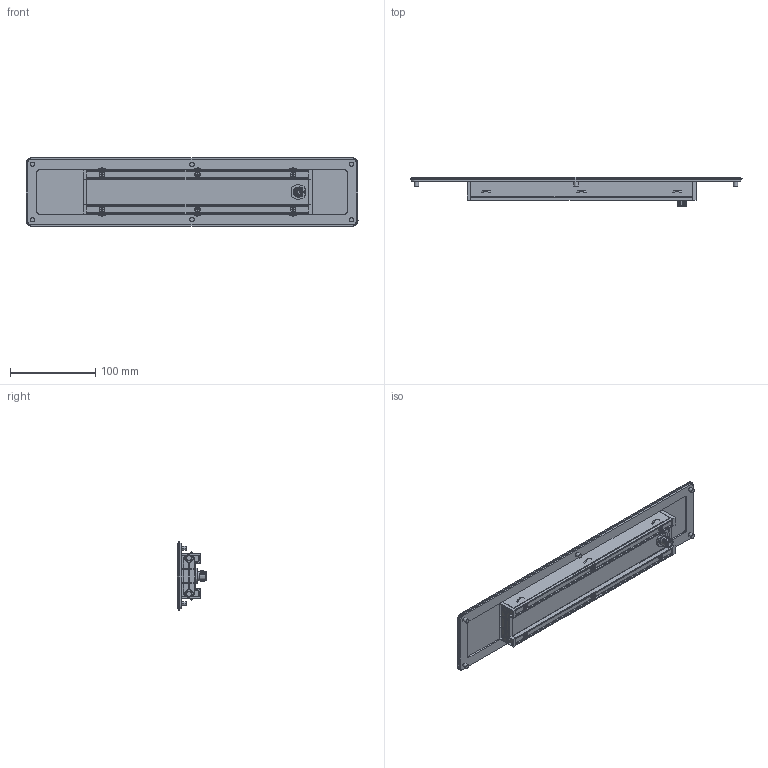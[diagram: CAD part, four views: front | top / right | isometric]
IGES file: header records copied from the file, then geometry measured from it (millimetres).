
Start section: SolidWorks IGES file using analytic representation for surfaces
Global section: file name: 7_LF3D-F1B[1][2]B1_rev0.0.IGS,15; native system: HSolidWorks 2019; preprocessor: SolidWorks 2019; author: 1003643; date: 210325.133942; units: millimetre
Bounding box: 389 x 34.5 x 80 mm (x, y, z)
Surface area: 97973.6 mm2 (no closed solid volume)
Topology: 0 solids, 0 shells, 1035 faces, 9483 edges, 9458 vertices
Faces by surface type: bspline 671, revolution 364
